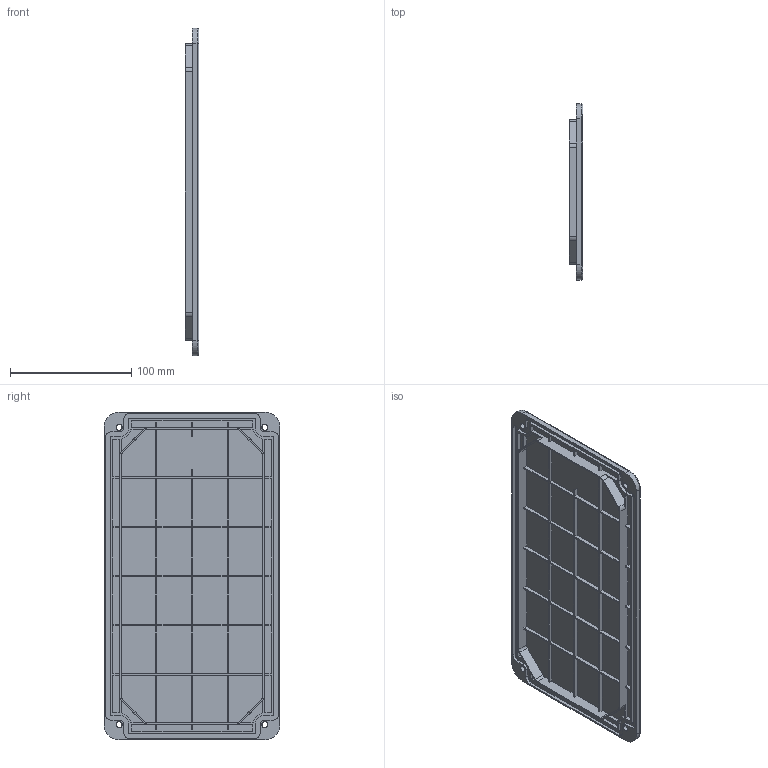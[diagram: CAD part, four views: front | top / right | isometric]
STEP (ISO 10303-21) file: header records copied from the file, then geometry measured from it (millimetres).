
FILE_DESCRIPTION((''),'2;1');
FILE_NAME('GW66705N','2021-03-24T13:49:32',('User'),('Axiro Italia'),'CREO PARAMETRIC BY PTC INC, 2020354','CREO PARAMETRIC BY PTC INC, 2020354','');
FILE_SCHEMA(('CONFIG_CONTROL_DESIGN'));
Length unit declared in the file: millimetre
Products named in the file (1): GW66705N
Bounding box: 11.5 x 145 x 270 mm (x, y, z)
Volume: 120806.8 mm3; surface area: 108612.1 mm2
Topology: 1 solids, 1 shells, 347 faces, 967 edges, 642 vertices
Faces by surface type: plane 254, cone 57, cylinder 32, torus 4
Entity records: 11202 total; most frequent: CARTESIAN_POINT 2205, ORIENTED_EDGE 1934, DIRECTION 1747, EDGE_CURVE 967, VECTOR 753, LINE 753, VERTEX_POINT 642, AXIS2_PLACEMENT_3D 497
